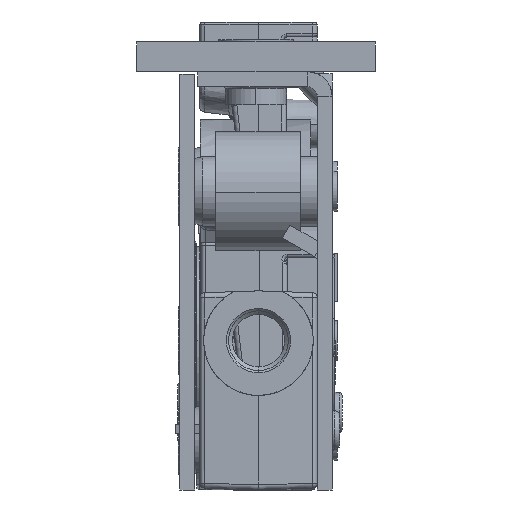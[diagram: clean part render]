
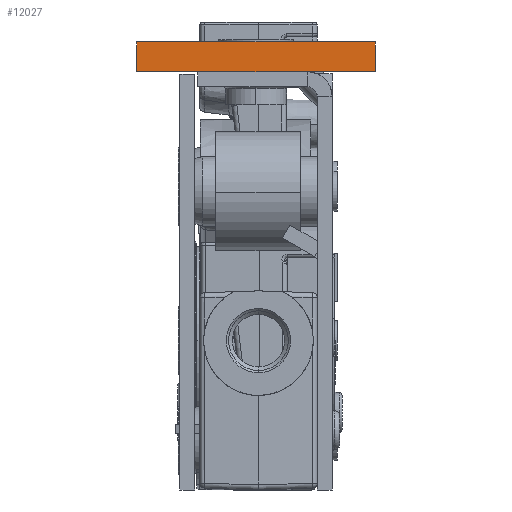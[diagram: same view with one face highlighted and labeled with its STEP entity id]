
A CAD part, front view. The second image highlights one B-rep face of the part: STEP entity #12027.
In plain terms, the highlighted planar face has unit normal (0, -1, 0).
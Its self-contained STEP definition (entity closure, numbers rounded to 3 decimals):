
#10833=DIRECTION('',(1.,0.,0.));
#10834=VECTOR('',#10833,24.);
#10835=CARTESIAN_POINT('',(0.,0.,0.));
#10836=LINE('',#10835,#10834);
#11004=DIRECTION('',(0.,0.,1.));
#11005=VECTOR('',#11004,3.);
#11006=CARTESIAN_POINT('',(24.,0.,0.));
#11007=LINE('',#11006,#11005);
#11011=DIRECTION('',(0.,0.,1.));
#11012=VECTOR('',#11011,3.);
#11013=CARTESIAN_POINT('',(0.,0.,0.));
#11014=LINE('',#11013,#11012);
#11039=DIRECTION('',(1.,0.,0.));
#11040=VECTOR('',#11039,24.);
#11041=CARTESIAN_POINT('',(0.,0.,3.));
#11042=LINE('',#11041,#11040);
#11743=CARTESIAN_POINT('',(0.,0.,0.));
#11745=VERTEX_POINT('',#11743);
#11746=CARTESIAN_POINT('',(24.,0.,0.));
#11747=VERTEX_POINT('',#11746);
#11751=CARTESIAN_POINT('',(0.,0.,3.));
#11753=VERTEX_POINT('',#11751);
#11754=CARTESIAN_POINT('',(24.,0.,3.));
#11755=VERTEX_POINT('',#11754);
#12015=CARTESIAN_POINT('',(0.,0.,0.));
#12016=DIRECTION('',(0.,-1.,0.));
#12017=DIRECTION('',(1.,0.,0.));
#12018=AXIS2_PLACEMENT_3D('',#12015,#12016,#12017);
#12019=PLANE('',#12018);
#12020=ORIENTED_EDGE('',*,*,#11897,.F.);
#12021=ORIENTED_EDGE('',*,*,#11982,.T.);
#12023=ORIENTED_EDGE('',*,*,#12022,.T.);
#12024=ORIENTED_EDGE('',*,*,#12007,.F.);
#12025=EDGE_LOOP('',(#12020,#12021,#12023,#12024));
#12026=FACE_OUTER_BOUND('',#12025,.F.);
#11897=EDGE_CURVE('',#11745,#11747,#10836,.T.);
#11982=EDGE_CURVE('',#11745,#11753,#11014,.T.);
#12007=EDGE_CURVE('',#11747,#11755,#11007,.T.);
#12022=EDGE_CURVE('',#11753,#11755,#11042,.T.);
#12027=ADVANCED_FACE('',(#12026),#12019,.T.);
